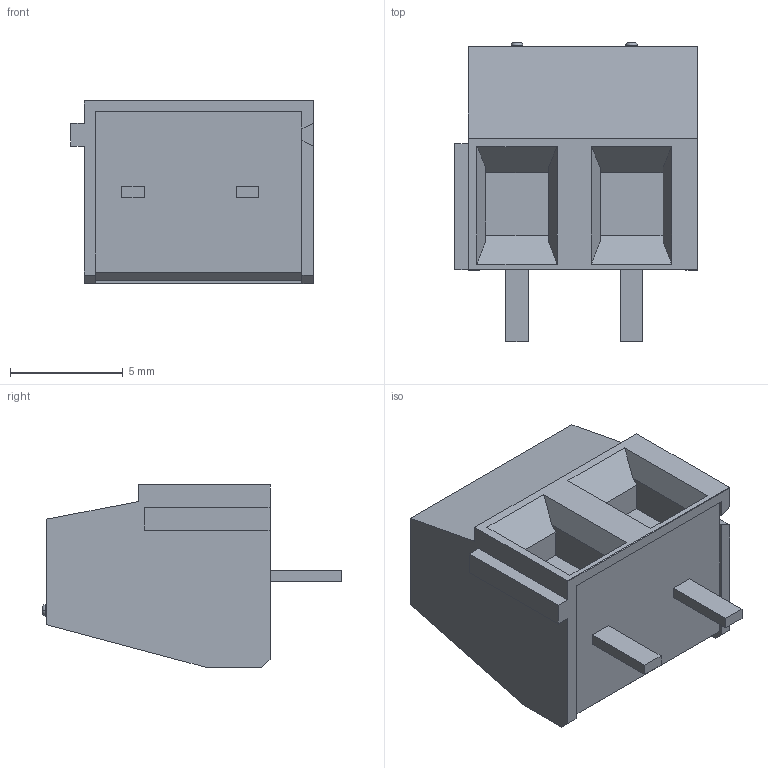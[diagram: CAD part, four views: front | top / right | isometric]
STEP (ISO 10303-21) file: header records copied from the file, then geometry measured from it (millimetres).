
FILE_DESCRIPTION((''),'2;1');
FILE_NAME('398800302','2015-02-27T',('me'),(''),'PRO/ENGINEER BY PARAMETRIC TECHNOLOGY CORPORATION, 2011490','PRO/ENGINEER BY PARAMETRIC TECHNOLOGY CORPORATION, 2011490','');
FILE_SCHEMA(('CONFIG_CONTROL_DESIGN'));
Length unit declared in the file: inch
Products named in the file (1): 398800302
Bounding box: 10.77 x 13.27 x 8.13 mm (x, y, z)
Volume: 593.1 mm3; surface area: 698 mm2
Topology: 1 solids, 1 shells, 99 faces, 269 edges, 184 vertices
Faces by surface type: plane 74, cylinder 17, bspline 4, cone 2, torus 2
Entity records: 3366 total; most frequent: CARTESIAN_POINT 799, DIRECTION 523, ORIENTED_EDGE 518, EDGE_CURVE 259, VECTOR 191, LINE 191, VERTEX_POINT 168, AXIS2_PLACEMENT_3D 166
